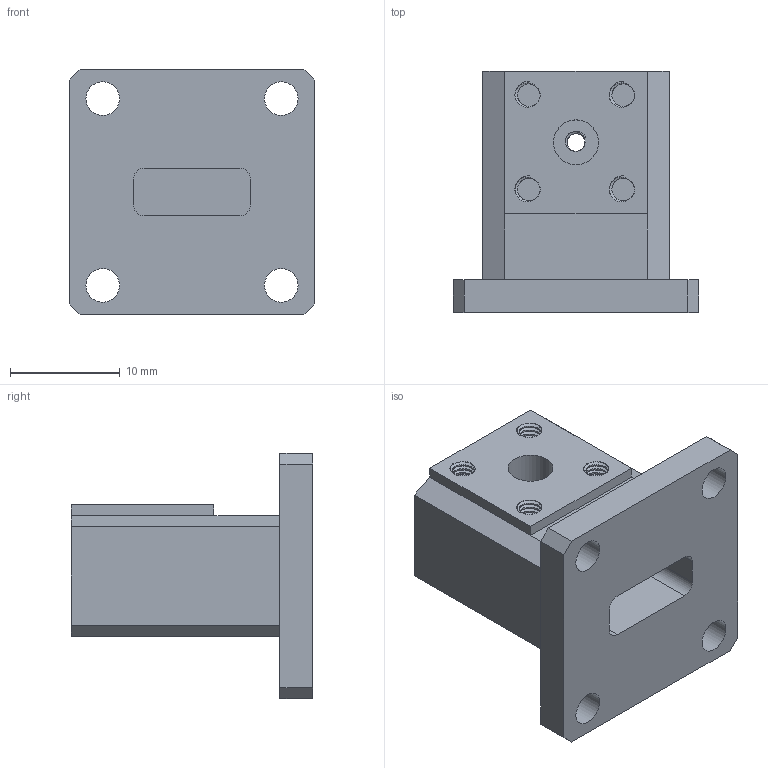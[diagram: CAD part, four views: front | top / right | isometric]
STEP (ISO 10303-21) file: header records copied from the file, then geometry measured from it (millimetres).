
FILE_DESCRIPTION(('FreeCAD Model'),'2;1');
FILE_NAME('Open CASCADE Shape Model','2024-03-14T14:27:41',('Author'),( ''),'Open CASCADE STEP processor 7.6','FreeCAD','Unknown');
FILE_SCHEMA(('AUTOMOTIVE_DESIGN { 1 0 10303 214 1 1 1 1 }'));
Length unit declared in the file: millimetre
Products named in the file (1): Body
Bounding box: 22.4 x 22 x 22.4 mm (x, y, z)
Volume: 4127 mm3; surface area: 3082.2 mm2
Topology: 1 solids, 1 shells, 603 faces, 1607 edges, 1033 vertices
Faces by surface type: extrusion 290, plane 153, bspline 113, cylinder 47
Full cylindrical faces by diameter (mm): 1.619 x8, 2.07 x24, 3.07 x4, 4.1 x1
Entity records: 30418 total; most frequent: CARTESIAN_POINT 17465, ORIENTED_EDGE 3214, EDGE_CURVE 1607, DIRECTION 1460, B_SPLINE_CURVE_WITH_KNOTS 1162, VERTEX_POINT 1033, VECTOR 992, LINE 702
